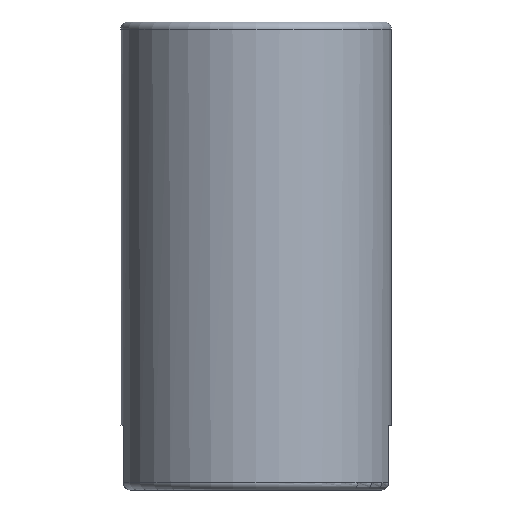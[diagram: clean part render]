
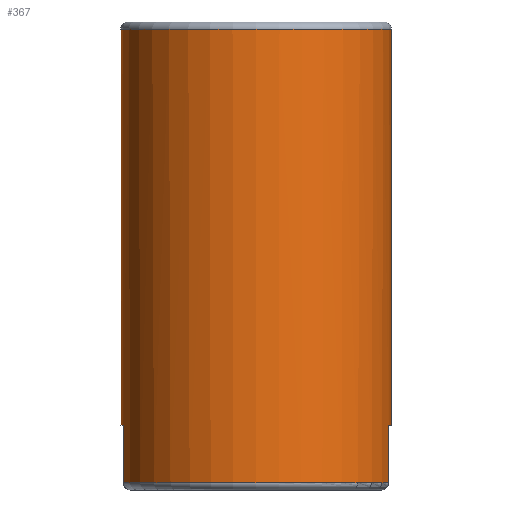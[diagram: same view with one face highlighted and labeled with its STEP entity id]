
A CAD part, front view. The second image highlights one B-rep face of the part: STEP entity #367.
In plain terms, the highlighted cylindrical face has radius 2.388 mm (diameter 4.775 mm), a full revolution.
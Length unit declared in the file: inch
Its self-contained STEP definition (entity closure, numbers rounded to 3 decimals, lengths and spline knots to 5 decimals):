
#24 = CARTESIAN_POINT ( 'NONE',  ( 0., 0., 0.045 ) ) ;
#31 = DIRECTION ( 'NONE',  ( 0., 0., 1. ) ) ;
#32 = DIRECTION ( 'NONE',  ( 1., 0., 0. ) ) ;
#33 = CARTESIAN_POINT ( 'NONE',  ( -0.09206, 0.019, 0.37381 ) ) ;
#34 = DIRECTION ( 'NONE',  ( 0., 0., 1. ) ) ;
#42 = CARTESIAN_POINT ( 'NONE',  ( 0., 0., 0.005 ) ) ;
#43 = CARTESIAN_POINT ( 'NONE',  ( 0.09206, -0.019, 0.37381 ) ) ;
#44 = DIRECTION ( 'NONE',  ( 0., 0., 1. ) ) ;
#45 = DIRECTION ( 'NONE',  ( 0., 0., 1. ) ) ;
#46 = DIRECTION ( 'NONE',  ( 1., 0., 0. ) ) ;
#50 = CARTESIAN_POINT ( 'NONE',  ( 0., 0., 0.32 ) ) ;
#52 = DIRECTION ( 'NONE',  ( 0., 0., 1. ) ) ;
#53 = DIRECTION ( 'NONE',  ( 1., 0., 0. ) ) ;
#231 = CARTESIAN_POINT ( 'NONE',  ( 0.09206, -0.019, 0.045 ) ) ;
#238 = CARTESIAN_POINT ( 'NONE',  ( -0.09206, -0.019, 0.005 ) ) ;
#245 = CARTESIAN_POINT ( 'NONE',  ( -0.09206, -0.019, 0.045 ) ) ;
#250 = CARTESIAN_POINT ( 'NONE',  ( 0.09206, 0.019, 0.045 ) ) ;
#255 = CARTESIAN_POINT ( 'NONE',  ( 0.09206, -0.019, 0.005 ) ) ;
#259 = CARTESIAN_POINT ( 'NONE',  ( -0.09206, 0.019, 0.005 ) ) ;
#266 = CARTESIAN_POINT ( 'NONE',  ( 0.09206, 0.019, 0.005 ) ) ;
#268 = CARTESIAN_POINT ( 'NONE',  ( -0.09206, 0.019, 0.045 ) ) ;
#282 = VERTEX_POINT ( 'NONE', #283 ) ;
#283 = CARTESIAN_POINT ( 'NONE',  ( 0.094, 0., 0.32 ) ) ;
#321 = EDGE_CURVE ( 'NONE', #1691, #1665, #582, .T. ) ;
#322 = EDGE_CURVE ( 'NONE', #1665, #1658, #581, .T. ) ;
#327 = EDGE_CURVE ( 'NONE', #1658, #1676, #590, .T. ) ;
#367 = ADVANCED_FACE ( 'NONE', ( #607, #611 ), #610, .T. ) ;
#395 = AXIS2_PLACEMENT_3D ( 'NONE', #1520, #1516, #1517 ) ;
#421 = ORIENTED_EDGE ( 'NONE', *, *, #327, .T. ) ;
#422 = ORIENTED_EDGE ( 'NONE', *, *, #806, .T. ) ;
#423 = ORIENTED_EDGE ( 'NONE', *, *, #803, .T. ) ;
#424 = ORIENTED_EDGE ( 'NONE', *, *, #776, .T. ) ;
#425 = ORIENTED_EDGE ( 'NONE', *, *, #807, .T. ) ;
#508 = ORIENTED_EDGE ( 'NONE', *, *, #321, .T. ) ;
#511 = VECTOR ( 'NONE', #1583, 39.37008 ) ;
#519 = ORIENTED_EDGE ( 'NONE', *, *, #322, .T. ) ;
#549 = EDGE_LOOP ( 'NONE', ( #789 ) ) ;
#558 = EDGE_LOOP ( 'NONE', ( #788, #508, #519, #421, #422, #423, #424, #425 ) ) ;
#581 = LINE ( 'NONE', #1594, #511 ) ;
#582 = CIRCLE ( 'NONE', #716, 0.094 ) ;
#590 = CIRCLE ( 'NONE', #707, 0.094 ) ;
#607 = FACE_OUTER_BOUND ( 'NONE', #549, .T. ) ;
#610 = CYLINDRICAL_SURFACE ( 'NONE', #395, 0.094 ) ;
#611 = FACE_OUTER_BOUND ( 'NONE', #558, .T. ) ;
#662 = LINE ( 'NONE', #2452, #663 ) ;
#663 = VECTOR ( 'NONE', #2573, 39.37008 ) ;
#673 = VECTOR ( 'NONE', #34, 39.37008 ) ;
#674 = LINE ( 'NONE', #43, #679 ) ;
#677 = LINE ( 'NONE', #33, #673 ) ;
#679 = VECTOR ( 'NONE', #44, 39.37008 ) ;
#680 = CIRCLE ( 'NONE', #829, 0.094 ) ;
#682 = CIRCLE ( 'NONE', #831, 0.094 ) ;
#685 = CIRCLE ( 'NONE', #832, 0.094 ) ;
#707 = AXIS2_PLACEMENT_3D ( 'NONE', #1577, #1558, #1557 ) ;
#716 = AXIS2_PLACEMENT_3D ( 'NONE', #1619, #1586, #1585 ) ;
#776 = EDGE_CURVE ( 'NONE', #1670, #1688, #662, .T. ) ;
#788 = ORIENTED_EDGE ( 'NONE', *, *, #804, .T. ) ;
#789 = ORIENTED_EDGE ( 'NONE', *, *, #809, .F. ) ;
#803 = EDGE_CURVE ( 'NONE', #1689, #1670, #680, .T. ) ;
#804 = EDGE_CURVE ( 'NONE', #1681, #1691, #677, .T. ) ;
#806 = EDGE_CURVE ( 'NONE', #1676, #1689, #674, .T. ) ;
#807 = EDGE_CURVE ( 'NONE', #1688, #1681, #682, .T. ) ;
#809 = EDGE_CURVE ( 'NONE', #282, #282, #685, .T. ) ;
#829 = AXIS2_PLACEMENT_3D ( 'NONE', #24, #31, #32 ) ;
#831 = AXIS2_PLACEMENT_3D ( 'NONE', #42, #45, #46 ) ;
#832 = AXIS2_PLACEMENT_3D ( 'NONE', #50, #52, #53 ) ;
#1516 = DIRECTION ( 'NONE',  ( 0., 0., 1. ) ) ;
#1517 = DIRECTION ( 'NONE',  ( 1., 0., 0. ) ) ;
#1520 = CARTESIAN_POINT ( 'NONE',  ( 0., 0., 0.37381 ) ) ;
#1557 = DIRECTION ( 'NONE',  ( 1., 0., 0. ) ) ;
#1558 = DIRECTION ( 'NONE',  ( 0., 0., 1. ) ) ;
#1577 = CARTESIAN_POINT ( 'NONE',  ( 0., 0., 0.005 ) ) ;
#1583 = DIRECTION ( 'NONE',  ( 0., 0., -1. ) ) ;
#1585 = DIRECTION ( 'NONE',  ( 1., 0., 0. ) ) ;
#1586 = DIRECTION ( 'NONE',  ( 0., 0., 1. ) ) ;
#1594 = CARTESIAN_POINT ( 'NONE',  ( -0.09206, -0.019, 0.37381 ) ) ;
#1619 = CARTESIAN_POINT ( 'NONE',  ( 0., 0., 0.045 ) ) ;
#1658 = VERTEX_POINT ( 'NONE', #238 ) ;
#1665 = VERTEX_POINT ( 'NONE', #245 ) ;
#1670 = VERTEX_POINT ( 'NONE', #250 ) ;
#1676 = VERTEX_POINT ( 'NONE', #255 ) ;
#1681 = VERTEX_POINT ( 'NONE', #259 ) ;
#1688 = VERTEX_POINT ( 'NONE', #266 ) ;
#1689 = VERTEX_POINT ( 'NONE', #231 ) ;
#1691 = VERTEX_POINT ( 'NONE', #268 ) ;
#2452 = CARTESIAN_POINT ( 'NONE',  ( 0.09206, 0.019, 0.37381 ) ) ;
#2573 = DIRECTION ( 'NONE',  ( 0., 0., -1. ) ) ;
